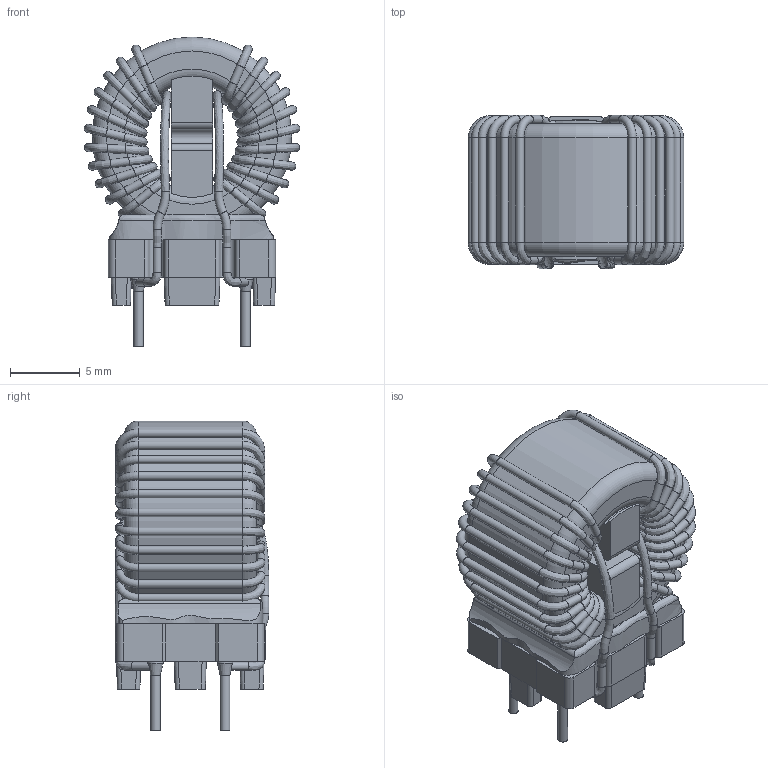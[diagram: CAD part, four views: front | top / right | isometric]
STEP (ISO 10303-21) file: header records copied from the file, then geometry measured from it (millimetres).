
FILE_DESCRIPTION(/* description */ ('Unknown'),/* implementation_level */ '2;1');
FILE_NAME(/* name */ '744822301_S',/* time_stamp */ '2023-06-13T13:35:10+02:00',/* author */ ('Unknown'),/* organization */ ('Unknown'),/* preprocessor_version */ 'ST-DEVELOPER v16.7',/* originating_system */ 'Solid Edge',/* authorisation */ 'Unknown');
FILE_SCHEMA (('AUTOMOTIVE_DESIGN {1 0 10303 214 3 1 1}'));
Length unit declared in the file: millimetre
Products named in the file (6): 744822301_S; Core; Spacer; Solderpoint; Glue; Base
Assembly tree (5 placements, depth 2):
  744822301_S
    Core
    Spacer
    Solderpoint
    Glue
    Base
Bounding box: 15.47 x 11.05 x 22.25 mm (x, y, z)
Volume: 1955.2 mm3; surface area: 3230.7 mm2
Topology: 10 solids, 10 shells, 409 faces, 940 edges, 549 vertices
Faces by surface type: cylinder 166, plane 95, torus 74, bspline 65, cone 9
Full cylindrical faces by diameter (mm): 0.6 x96, 0.7 x4, 7.7 x1, 14.3 x1
Entity records: 23688 total; most frequent: CARTESIAN_POINT 13388, DIRECTION 1667, ORIENTED_EDGE 1360, AXIS2_PLACEMENT_3D 712, EDGE_CURVE 680, EDGE_LOOP 646, FACE_BOUND 646, VERTEX_POINT 524
